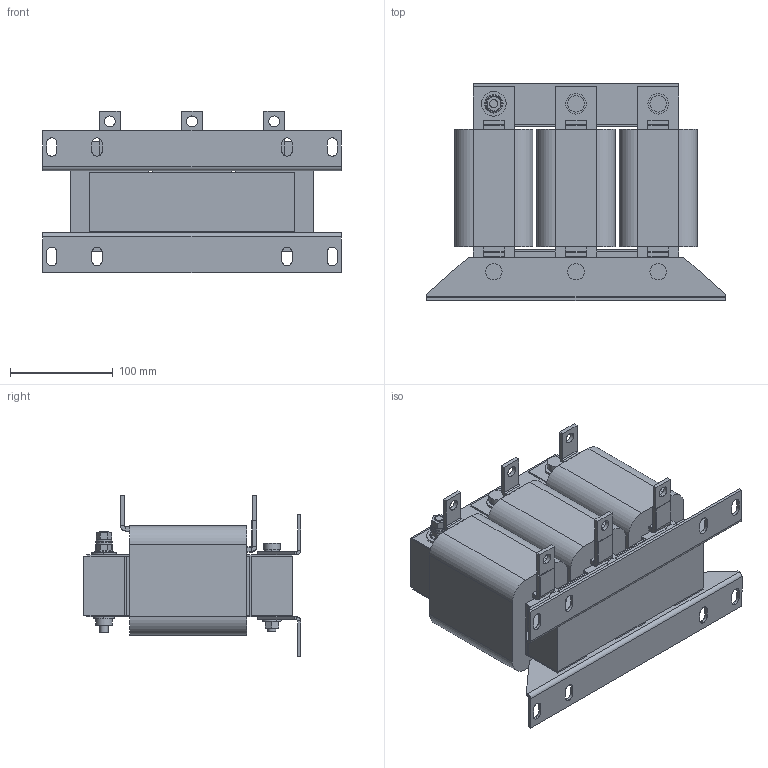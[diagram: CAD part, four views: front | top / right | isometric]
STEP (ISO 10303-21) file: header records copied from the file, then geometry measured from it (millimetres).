
FILE_DESCRIPTION (( 'STEP AP214' ), '1' );
FILE_NAME ('745070.STEP', '2023-07-14T14:19:02', ( '' ), ( '' ), 'SwSTEP 2.0', 'SolidWorks 2018', '' );
FILE_SCHEMA (( 'AUTOMOTIVE_DESIGN' ));
Length unit declared in the file: millimetre
Products named in the file (1): 745070
Bounding box: 291 x 211.5 x 157.5 mm (x, y, z)
Volume: 3874065.5 mm3; surface area: 318836.2 mm2
Topology: 1 solids, 1 shells, 486 faces, 1198 edges, 746 vertices
Faces by surface type: plane 314, cylinder 136, torus 24, cone 12
Entity records: 14498 total; most frequent: CARTESIAN_POINT 2743, DIRECTION 2454, ORIENTED_EDGE 2396, EDGE_CURVE 1198, VECTOR 820, LINE 820, AXIS2_PLACEMENT_3D 817, VERTEX_POINT 746
